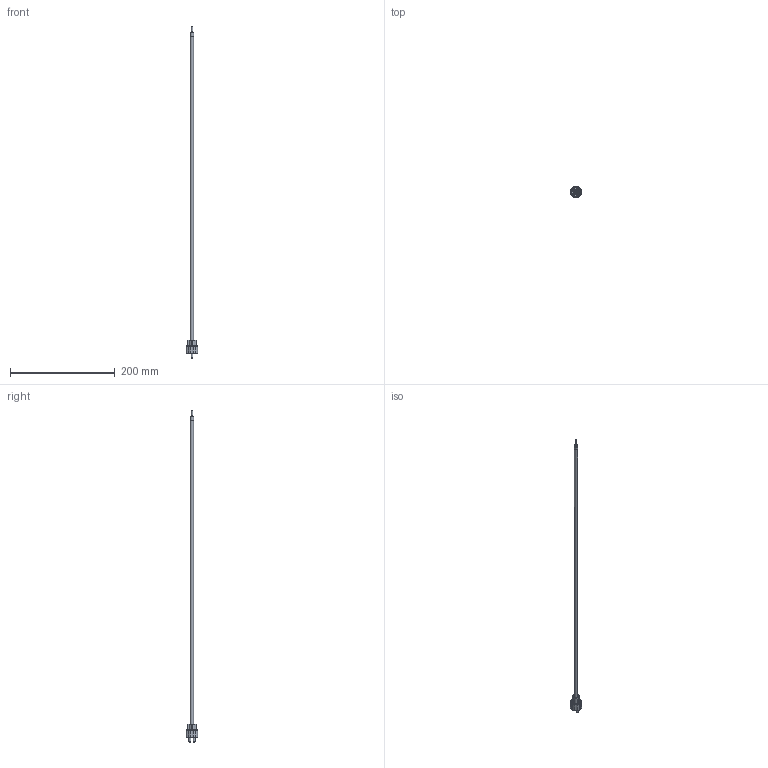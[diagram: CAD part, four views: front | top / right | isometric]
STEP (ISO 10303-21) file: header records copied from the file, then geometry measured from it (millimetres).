
FILE_DESCRIPTION(/* description */ (''),/* implementation_level */ '2;1');
FILE_NAME(/* name */ 'LT060181.stp',/* time_stamp */ '2016-10-06T14:00:27+02:00',/* author */ ('mitarbeiter'),/* organization */ (''),/* preprocessor_version */ 'ST-DEVELOPER v15.2',/* originating_system */ 'Autodesk Inventor 2014',/* authorisation */ '');
FILE_SCHEMA (('AUTOMOTIVE_DESIGN { 1 0 10303 214 3 1 1 }'));
Length unit declared in the file: millimetre
Products named in the file (1): LT060181
Bounding box: 21.5 x 21.5 x 635 mm (x, y, z)
Volume: 21754.5 mm3; surface area: 15232.8 mm2
Topology: 1 solids, 3 shells, 132 faces, 300 edges, 185 vertices
Faces by surface type: plane 53, cylinder 41, torus 32, cone 5, sphere 1
Full cylindrical faces by diameter (mm): 1.5 x1, 2 x2, 2.5 x1, 3.75 x2, 4.4 x1, 5.7 x1, 6 x1, 6.6 x1, 15.5 x1, 16 x1, 16.917 x1
Entity records: 3926 total; most frequent: CARTESIAN_POINT 983, DIRECTION 646, ORIENTED_EDGE 556, EDGE_CURVE 278, AXIS2_PLACEMENT_3D 267, VERTEX_POINT 182, EDGE_LOOP 162, CIRCLE 134
